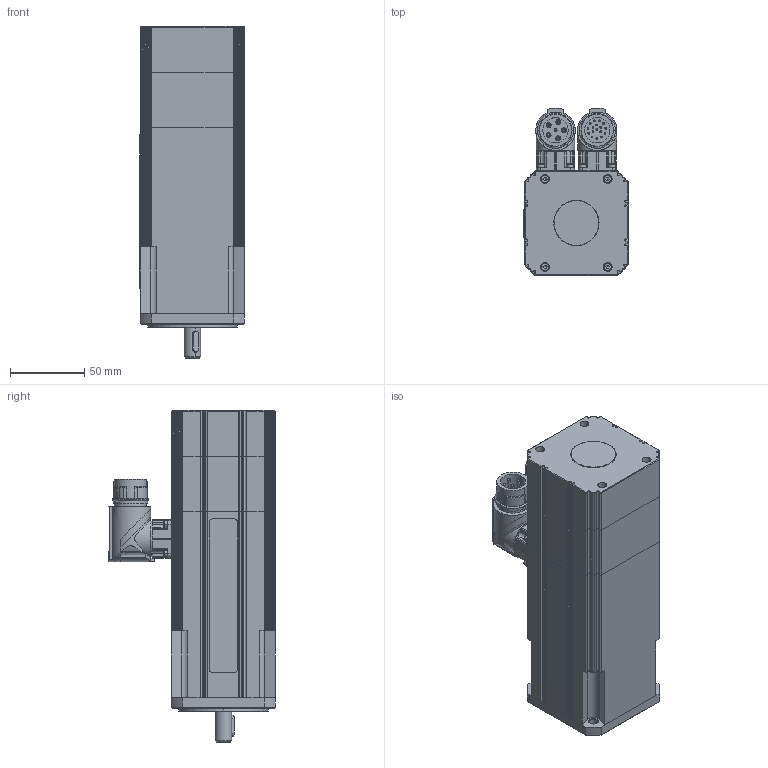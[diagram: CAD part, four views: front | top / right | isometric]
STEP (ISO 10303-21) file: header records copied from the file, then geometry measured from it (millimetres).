
FILE_DESCRIPTION((''),'2;1');
FILE_NAME('FP-307 + Encoder Sick-Stegmann SKM 36 + FRe Keb 05-4.5.stp','2011-11-10T10:28:28',('jlopez'),(''),'Autodesk Inventor 9','Autodesk Inventor 9','');
FILE_SCHEMA(('AUTOMOTIVE_DESIGN { 1 0 10303 214 1 1 1 1 }'));
Length unit declared in the file: millimetre
Products named in the file (1): Pieza1
Bounding box: 70.5 x 112.15 x 223 mm (x, y, z)
Volume: 993063.5 mm3; surface area: 102300 mm2
Topology: 1 solids, 22 shells, 1638 faces, 4147 edges, 2474 vertices
Faces by surface type: cylinder 774, plane 496, cone 182, bspline 90, torus 50, sphere 46
Entity records: 50196 total; most frequent: CARTESIAN_POINT 11071, DIRECTION 8601, ORIENTED_EDGE 8046, EDGE_CURVE 4023, AXIS2_PLACEMENT_3D 3354, VERTEX_POINT 2474, VECTOR 1893, LINE 1893
